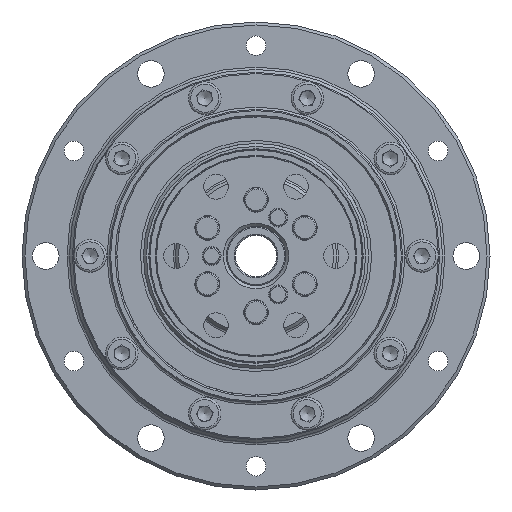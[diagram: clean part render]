
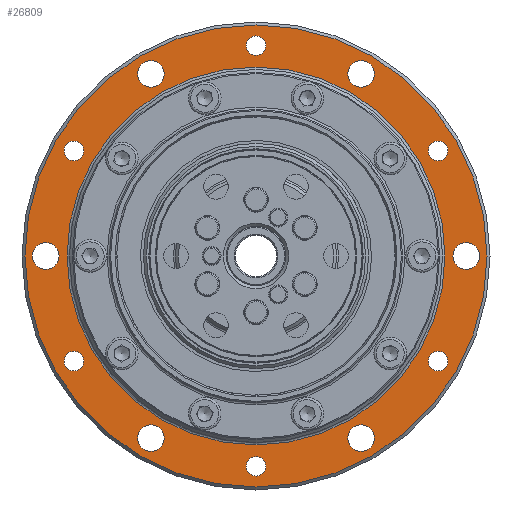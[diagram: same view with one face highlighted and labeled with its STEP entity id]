
A CAD part, left-side view. The second image highlights one B-rep face of the part: STEP entity #26809.
In plain terms, the highlighted planar face has unit normal (-1, 0, 0).
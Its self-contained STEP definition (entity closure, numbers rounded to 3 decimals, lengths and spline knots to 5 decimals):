
#2609=CIRCLE('',#29742,0.039);
#2610=CIRCLE('',#29743,0.0319);
#2611=CIRCLE('',#29744,0.00225);
#2612=CIRCLE('',#29745,0.00225);
#2613=CIRCLE('',#29746,0.00225);
#2614=CIRCLE('',#29747,0.00225);
#2615=CIRCLE('',#29748,0.00225);
#2616=CIRCLE('',#29749,0.00225);
#2617=CIRCLE('',#29750,0.00165);
#2618=CIRCLE('',#29751,0.00165);
#2619=CIRCLE('',#29752,0.00165);
#2620=CIRCLE('',#29753,0.00165);
#2621=CIRCLE('',#29754,0.00165);
#2622=CIRCLE('',#29755,0.00165);
#11593=ORIENTED_EDGE('',*,*,#16117,.T.);
#11594=ORIENTED_EDGE('',*,*,#16118,.F.);
#11595=ORIENTED_EDGE('',*,*,#16119,.T.);
#11596=ORIENTED_EDGE('',*,*,#16120,.T.);
#11597=ORIENTED_EDGE('',*,*,#16121,.T.);
#11598=ORIENTED_EDGE('',*,*,#16122,.T.);
#11599=ORIENTED_EDGE('',*,*,#16123,.T.);
#11600=ORIENTED_EDGE('',*,*,#16124,.T.);
#11601=ORIENTED_EDGE('',*,*,#16125,.T.);
#11602=ORIENTED_EDGE('',*,*,#16126,.T.);
#11603=ORIENTED_EDGE('',*,*,#16127,.T.);
#11604=ORIENTED_EDGE('',*,*,#16128,.T.);
#11605=ORIENTED_EDGE('',*,*,#16129,.T.);
#11606=ORIENTED_EDGE('',*,*,#16130,.T.);
#16117=EDGE_CURVE('',#19006,#19006,#2609,.T.);
#16118=EDGE_CURVE('',#19007,#19007,#2610,.T.);
#16119=EDGE_CURVE('',#19008,#19008,#2611,.T.);
#16120=EDGE_CURVE('',#19009,#19009,#2612,.T.);
#16121=EDGE_CURVE('',#19010,#19010,#2613,.T.);
#16122=EDGE_CURVE('',#19011,#19011,#2614,.T.);
#16123=EDGE_CURVE('',#19012,#19012,#2615,.T.);
#16124=EDGE_CURVE('',#19013,#19013,#2616,.T.);
#16125=EDGE_CURVE('',#19014,#19014,#2617,.T.);
#16126=EDGE_CURVE('',#19015,#19015,#2618,.T.);
#16127=EDGE_CURVE('',#19016,#19016,#2619,.T.);
#16128=EDGE_CURVE('',#19017,#19017,#2620,.T.);
#16129=EDGE_CURVE('',#19018,#19018,#2621,.T.);
#16130=EDGE_CURVE('',#19019,#19019,#2622,.T.);
#19006=VERTEX_POINT('',#50382);
#19007=VERTEX_POINT('',#50384);
#19008=VERTEX_POINT('',#50386);
#19009=VERTEX_POINT('',#50388);
#19010=VERTEX_POINT('',#50390);
#19011=VERTEX_POINT('',#50392);
#19012=VERTEX_POINT('',#50394);
#19013=VERTEX_POINT('',#50396);
#19014=VERTEX_POINT('',#50398);
#19015=VERTEX_POINT('',#50400);
#19016=VERTEX_POINT('',#50402);
#19017=VERTEX_POINT('',#50404);
#19018=VERTEX_POINT('',#50406);
#19019=VERTEX_POINT('',#50408);
#22672=EDGE_LOOP('',(#11593));
#22673=EDGE_LOOP('',(#11594));
#22674=EDGE_LOOP('',(#11595));
#22675=EDGE_LOOP('',(#11596));
#22676=EDGE_LOOP('',(#11597));
#22677=EDGE_LOOP('',(#11598));
#22678=EDGE_LOOP('',(#11599));
#22679=EDGE_LOOP('',(#11600));
#22680=EDGE_LOOP('',(#11601));
#22681=EDGE_LOOP('',(#11602));
#22682=EDGE_LOOP('',(#11603));
#22683=EDGE_LOOP('',(#11604));
#22684=EDGE_LOOP('',(#11605));
#22685=EDGE_LOOP('',(#11606));
#24594=FACE_BOUND('',#22672,.T.);
#24595=FACE_BOUND('',#22673,.T.);
#24596=FACE_BOUND('',#22674,.T.);
#24597=FACE_BOUND('',#22675,.T.);
#24598=FACE_BOUND('',#22676,.T.);
#24599=FACE_BOUND('',#22677,.T.);
#24600=FACE_BOUND('',#22678,.T.);
#24601=FACE_BOUND('',#22679,.T.);
#24602=FACE_BOUND('',#22680,.T.);
#24603=FACE_BOUND('',#22681,.T.);
#24604=FACE_BOUND('',#22682,.T.);
#24605=FACE_BOUND('',#22683,.T.);
#24606=FACE_BOUND('',#22684,.T.);
#24607=FACE_BOUND('',#22685,.T.);
#25522=PLANE('',#29741);
#26809=ADVANCED_FACE('',(#24594,#24595,#24596,#24597,#24598,#24599,#24600,
#24601,#24602,#24603,#24604,#24605,#24606,#24607),#25522,.F.);
#29741=AXIS2_PLACEMENT_3D('',#50380,#35793,#35794);
#29742=AXIS2_PLACEMENT_3D('',#50381,#35795,#35796);
#29743=AXIS2_PLACEMENT_3D('',#50383,#35797,#35798);
#29744=AXIS2_PLACEMENT_3D('',#50385,#35799,#35800);
#29745=AXIS2_PLACEMENT_3D('',#50387,#35801,#35802);
#29746=AXIS2_PLACEMENT_3D('',#50389,#35803,#35804);
#29747=AXIS2_PLACEMENT_3D('',#50391,#35805,#35806);
#29748=AXIS2_PLACEMENT_3D('',#50393,#35807,#35808);
#29749=AXIS2_PLACEMENT_3D('',#50395,#35809,#35810);
#29750=AXIS2_PLACEMENT_3D('',#50397,#35811,#35812);
#29751=AXIS2_PLACEMENT_3D('',#50399,#35813,#35814);
#29752=AXIS2_PLACEMENT_3D('',#50401,#35815,#35816);
#29753=AXIS2_PLACEMENT_3D('',#50403,#35817,#35818);
#29754=AXIS2_PLACEMENT_3D('',#50405,#35819,#35820);
#29755=AXIS2_PLACEMENT_3D('',#50407,#35821,#35822);
#35793=DIRECTION('',(1.,0.,0.));
#35794=DIRECTION('',(0.,0.,-1.));
#35795=DIRECTION('',(-1.,0.,0.));
#35796=DIRECTION('',(0.,0.,1.));
#35797=DIRECTION('',(-1.,0.,0.));
#35798=DIRECTION('',(0.,0.,1.));
#35799=DIRECTION('',(1.,0.,0.));
#35800=DIRECTION('',(0.,0.,-1.));
#35801=DIRECTION('',(1.,0.,0.));
#35802=DIRECTION('',(0.,0.,-1.));
#35803=DIRECTION('',(1.,0.,0.));
#35804=DIRECTION('',(0.,0.,-1.));
#35805=DIRECTION('',(1.,0.,0.));
#35806=DIRECTION('',(0.,0.,-1.));
#35807=DIRECTION('',(1.,0.,0.));
#35808=DIRECTION('',(0.,0.,-1.));
#35809=DIRECTION('',(1.,0.,0.));
#35810=DIRECTION('',(0.,0.,-1.));
#35811=DIRECTION('',(1.,0.,0.));
#35812=DIRECTION('',(0.,0.,-1.));
#35813=DIRECTION('',(1.,0.,0.));
#35814=DIRECTION('',(0.,0.,-1.));
#35815=DIRECTION('',(1.,0.,0.));
#35816=DIRECTION('',(0.,0.,-1.));
#35817=DIRECTION('',(1.,0.,0.));
#35818=DIRECTION('',(0.,0.,-1.));
#35819=DIRECTION('',(1.,0.,0.));
#35820=DIRECTION('',(0.,0.,-1.));
#35821=DIRECTION('',(1.,0.,0.));
#35822=DIRECTION('',(0.,0.,-1.));
#50380=CARTESIAN_POINT('',(0.0147,0.039,0.));
#50381=CARTESIAN_POINT('',(0.0147,0.,0.));
#50382=CARTESIAN_POINT('',(0.0147,0.,0.039));
#50383=CARTESIAN_POINT('',(0.0147,0.,0.));
#50384=CARTESIAN_POINT('',(0.0147,0.,0.0319));
#50385=CARTESIAN_POINT('',(0.0147,0.0355,0.));
#50386=CARTESIAN_POINT('',(0.0147,0.0355,-0.00225));
#50387=CARTESIAN_POINT('',(0.0147,0.01775,-0.03074));
#50388=CARTESIAN_POINT('',(0.0147,0.01775,-0.03299));
#50389=CARTESIAN_POINT('',(0.0147,-0.01775,-0.03074));
#50390=CARTESIAN_POINT('',(0.0147,-0.01775,-0.03299));
#50391=CARTESIAN_POINT('',(0.0147,-0.0355,0.));
#50392=CARTESIAN_POINT('',(0.0147,-0.0355,-0.00225));
#50393=CARTESIAN_POINT('',(0.0147,-0.01775,0.03074));
#50394=CARTESIAN_POINT('',(0.0147,-0.01775,0.02849));
#50395=CARTESIAN_POINT('',(0.0147,0.01775,0.03074));
#50396=CARTESIAN_POINT('',(0.0147,0.01775,0.02849));
#50397=CARTESIAN_POINT('',(0.0147,0.03074,-0.01775));
#50398=CARTESIAN_POINT('',(0.0147,0.03074,-0.0194));
#50399=CARTESIAN_POINT('',(0.0147,0.,-0.0355));
#50400=CARTESIAN_POINT('',(0.0147,0.,-0.03715));
#50401=CARTESIAN_POINT('',(0.0147,-0.03074,-0.01775));
#50402=CARTESIAN_POINT('',(0.0147,-0.03074,-0.0194));
#50403=CARTESIAN_POINT('',(0.0147,-0.03074,0.01775));
#50404=CARTESIAN_POINT('',(0.0147,-0.03074,0.0161));
#50405=CARTESIAN_POINT('',(0.0147,0.,0.0355));
#50406=CARTESIAN_POINT('',(0.0147,0.,0.03385));
#50407=CARTESIAN_POINT('',(0.0147,0.03074,0.01775));
#50408=CARTESIAN_POINT('',(0.0147,0.03074,0.0161));
